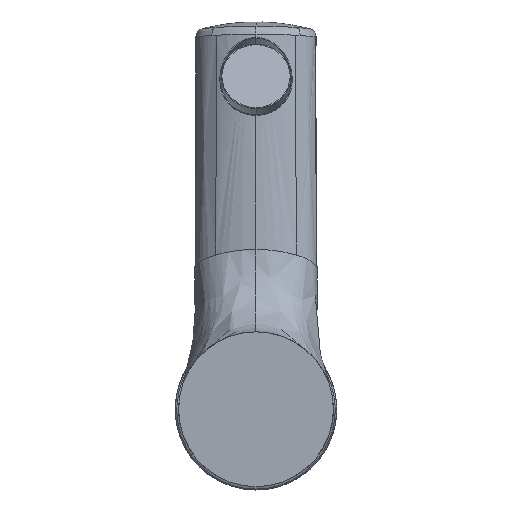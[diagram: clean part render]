
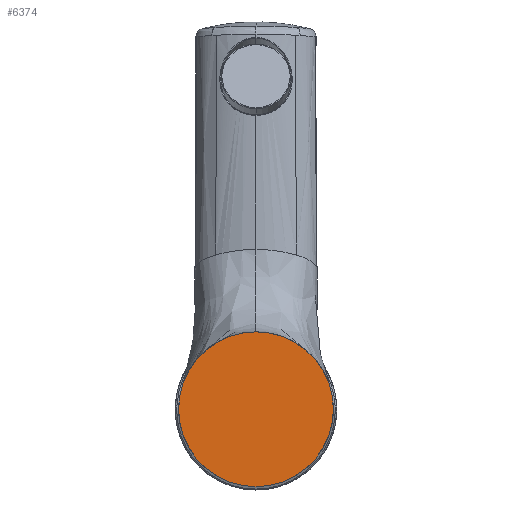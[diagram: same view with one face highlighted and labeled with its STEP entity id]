
A CAD part, front view. The second image highlights one B-rep face of the part: STEP entity #6374.
In plain terms, the highlighted planar face has unit normal (0, -1, 0).
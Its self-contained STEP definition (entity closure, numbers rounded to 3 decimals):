
#295 = EDGE_CURVE ( 'NONE', #3649, #8358, #7164, .T. ) ;
#535 = PLANE ( 'NONE',  #5122 ) ;
#732 = EDGE_CURVE ( 'NONE', #8358, #3649, #6077, .T. ) ;
#1204 = DIRECTION ( 'NONE',  ( 0., 1., 0. ) ) ;
#1460 = CARTESIAN_POINT ( 'NONE',  ( 0., 0., 23.25 ) ) ;
#1815 = CARTESIAN_POINT ( 'NONE',  ( 0., 0., 0. ) ) ;
#1877 = DIRECTION ( 'NONE',  ( 0., 1., 0. ) ) ;
#1904 = DIRECTION ( 'NONE',  ( 0., 0., 1. ) ) ;
#1925 = EDGE_LOOP ( 'NONE', ( #5566, #4787 ) ) ;
#3649 = VERTEX_POINT ( 'NONE', #1460 ) ;
#4125 = AXIS2_PLACEMENT_3D ( 'NONE', #5479, #5463, #5446 ) ;
#4467 = AXIS2_PLACEMENT_3D ( 'NONE', #1815, #1877, #1904 ) ;
#4787 = ORIENTED_EDGE ( 'NONE', *, *, #732, .F. ) ;
#5122 = AXIS2_PLACEMENT_3D ( 'NONE', #5360, #1204, #6029 ) ;
#5265 = CARTESIAN_POINT ( 'NONE',  ( 0., 0., -23.25 ) ) ;
#5360 = CARTESIAN_POINT ( 'NONE',  ( 0., 0., 0. ) ) ;
#5446 = DIRECTION ( 'NONE',  ( 0., 0., 1. ) ) ;
#5463 = DIRECTION ( 'NONE',  ( 0., 1., 0. ) ) ;
#5479 = CARTESIAN_POINT ( 'NONE',  ( 0., 0., 0. ) ) ;
#5566 = ORIENTED_EDGE ( 'NONE', *, *, #295, .F. ) ;
#6029 = DIRECTION ( 'NONE',  ( 0., 0., 1. ) ) ;
#6077 = CIRCLE ( 'NONE', #4467, 23.25 ) ;
#6374 = ADVANCED_FACE ( 'NONE', ( #8950 ), #535, .F. ) ;
#7164 = CIRCLE ( 'NONE', #4125, 23.25 ) ;
#8358 = VERTEX_POINT ( 'NONE', #5265 ) ;
#8950 = FACE_OUTER_BOUND ( 'NONE', #1925, .T. ) ;
